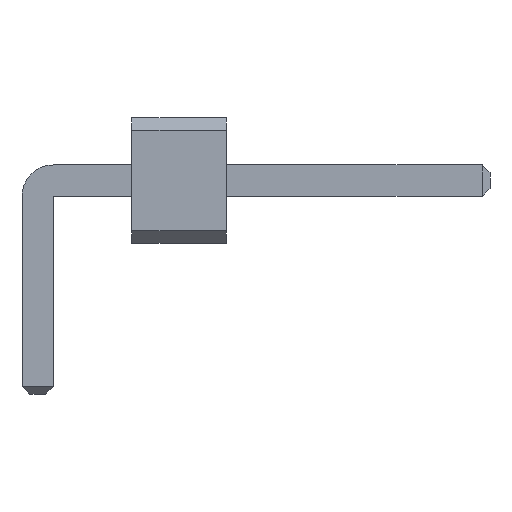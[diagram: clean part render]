
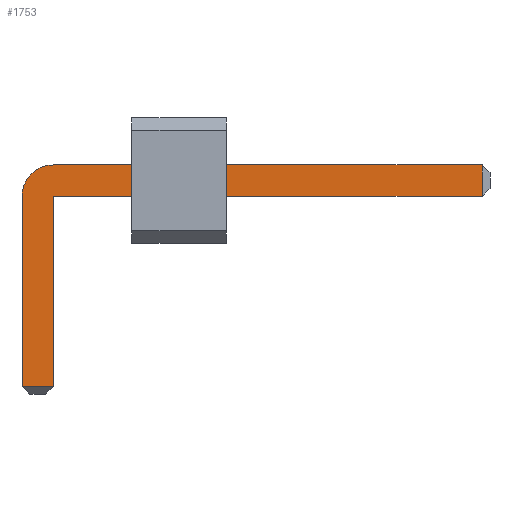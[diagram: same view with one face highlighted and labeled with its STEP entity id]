
A CAD part, front view. The second image highlights one B-rep face of the part: STEP entity #1753.
In plain terms, the highlighted planar face has unit normal (0, -1, 0).
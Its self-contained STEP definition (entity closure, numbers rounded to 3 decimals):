
#13=DIRECTION('',(0.,0.,1.));
#27=VECTOR('',#28,1.);
#28=DIRECTION('',(1.,0.,0.));
#733=VECTOR('',#13,1.);
#775=DIRECTION('',(0.,1.,0.));
#1567=VECTOR('',#1568,1.);
#1568=DIRECTION('',(0.,0.,-1.));
#1575=VECTOR('',#1576,1.);
#1576=DIRECTION('',(-1.,0.,0.));
#1597=DIRECTION('',(-0.,1.,0.));
#1607=VERTEX_POINT('',#1608);
#1608=CARTESIAN_POINT('',(0.25,-22.25,1.25));
#1610=ORIENTED_EDGE('',*,*,#1611,.T.);
#1611=EDGE_CURVE('',#1607,#1612,#1614,.T.);
#1612=VERTEX_POINT('',#1613);
#1613=CARTESIAN_POINT('',(7.075,-22.25,1.25));
#1614=LINE('',#1615,#27);
#1615=CARTESIAN_POINT('',(-0.25,-22.25,1.25));
#1651=EDGE_CURVE('',#1652,#1607,#1654,.T.);
#1652=VERTEX_POINT('',#1653);
#1653=CARTESIAN_POINT('',(-0.25,-22.25,0.75));
#1654=CIRCLE('',#1655,0.5);
#1655=AXIS2_PLACEMENT_3D('',#1656,#1597,#1568);
#1656=CARTESIAN_POINT('',(0.25,-22.25,0.75));
#1668=VERTEX_POINT('',#1669);
#1669=CARTESIAN_POINT('',(7.075,-22.25,0.75));
#1671=ORIENTED_EDGE('',*,*,#1672,.T.);
#1672=EDGE_CURVE('',#1668,#1673,#1674,.T.);
#1673=VERTEX_POINT('',#1656);
#1674=LINE('',#1675,#1575);
#1675=CARTESIAN_POINT('',(7.2,-22.25,0.75));
#1687=VERTEX_POINT('',#1688);
#1688=CARTESIAN_POINT('',(-0.25,-22.25,-2.275));
#1690=ORIENTED_EDGE('',*,*,#1691,.T.);
#1691=EDGE_CURVE('',#1687,#1652,#1692,.T.);
#1692=LINE('',#1693,#733);
#1693=CARTESIAN_POINT('',(-0.25,-22.25,-2.4));
#1701=ORIENTED_EDGE('',*,*,#1702,.T.);
#1702=EDGE_CURVE('',#1673,#1703,#1705,.T.);
#1703=VERTEX_POINT('',#1704);
#1704=CARTESIAN_POINT('',(0.25,-22.25,-2.275));
#1705=LINE('',#1656,#1567);
#1753=ADVANCED_FACE('',(#1754),#1763,.F.);
#1754=FACE_BOUND('',#1755,.F.);
#1755=EDGE_LOOP('',(#1610,#1756,#1671,#1701,#1759,#1690,#1762));
#1756=ORIENTED_EDGE('',*,*,#1757,.T.);
#1757=EDGE_CURVE('',#1612,#1668,#1758,.T.);
#1758=LINE('',#1613,#1567);
#1759=ORIENTED_EDGE('',*,*,#1760,.T.);
#1760=EDGE_CURVE('',#1703,#1687,#1761,.T.);
#1761=LINE('',#1704,#1575);
#1762=ORIENTED_EDGE('',*,*,#1651,.T.);
#1763=PLANE('',#1764);
#1764=AXIS2_PLACEMENT_3D('',#1765,#775,#13);
#1765=CARTESIAN_POINT('',(2.489,-22.25,0.411));
